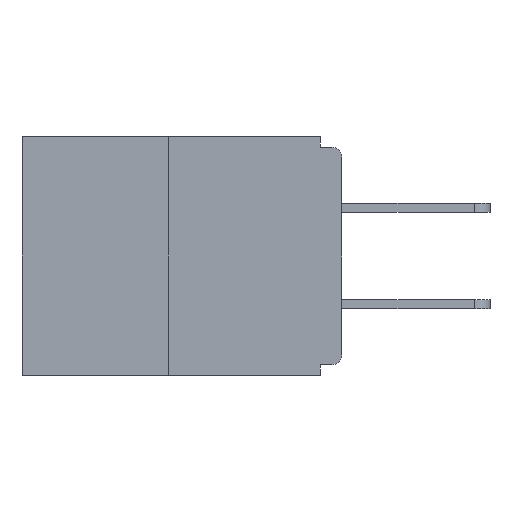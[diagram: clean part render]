
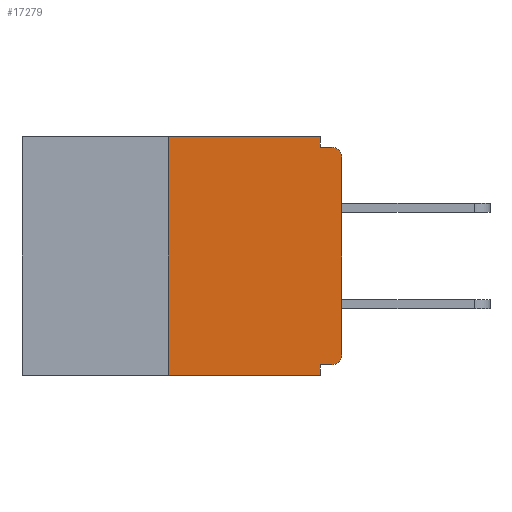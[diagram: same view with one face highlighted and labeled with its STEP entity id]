
A CAD part, left-side view. The second image highlights one B-rep face of the part: STEP entity #17279.
In plain terms, the highlighted planar face has unit normal (-1, 0, 0).
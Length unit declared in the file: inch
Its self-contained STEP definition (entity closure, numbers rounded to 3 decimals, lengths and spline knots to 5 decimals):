
#145 = CARTESIAN_POINT ( 'NONE',  ( 0., 0., -0.03 ) ) ;
#446 = VERTEX_POINT ( 'NONE', #17320 ) ;
#470 = CIRCLE ( 'NONE', #6826, 0.015 ) ;
#474 = CARTESIAN_POINT ( 'NONE',  ( 0., 0.25, 0. ) ) ;
#970 = VECTOR ( 'NONE', #1513, 39.37008 ) ;
#1455 = CARTESIAN_POINT ( 'NONE',  ( 0., 0.25, 0. ) ) ;
#1513 = DIRECTION ( 'NONE',  ( 0., -1., 0. ) ) ;
#1564 = DIRECTION ( 'NONE',  ( -1., 0., 0. ) ) ;
#1694 = CARTESIAN_POINT ( 'NONE',  ( 0., 0.031, 0. ) ) ;
#1761 = CARTESIAN_POINT ( 'NONE',  ( 0., 0.015, -0.313 ) ) ;
#1905 = ORIENTED_EDGE ( 'NONE', *, *, #8479, .F. ) ;
#2012 = VECTOR ( 'NONE', #13715, 39.37008 ) ;
#2461 = EDGE_CURVE ( 'NONE', #19289, #10399, #2579, .T. ) ;
#2579 = LINE ( 'NONE', #14371, #15737 ) ;
#3666 = LINE ( 'NONE', #17152, #12630 ) ;
#3699 = CARTESIAN_POINT ( 'NONE',  ( 0., 0.031, 0. ) ) ;
#3906 = ORIENTED_EDGE ( 'NONE', *, *, #17516, .F. ) ;
#4050 = ORIENTED_EDGE ( 'NONE', *, *, #2461, .T. ) ;
#4100 = CARTESIAN_POINT ( 'NONE',  ( 0., 0., -0.328 ) ) ;
#4326 = FACE_OUTER_BOUND ( 'NONE', #19095, .T. ) ;
#4608 = VERTEX_POINT ( 'NONE', #1694 ) ;
#4793 = VERTEX_POINT ( 'NONE', #17560 ) ;
#5137 = VERTEX_POINT ( 'NONE', #7903 ) ;
#5236 = VERTEX_POINT ( 'NONE', #8449 ) ;
#5248 = ORIENTED_EDGE ( 'NONE', *, *, #12625, .F. ) ;
#5714 = CARTESIAN_POINT ( 'NONE',  ( 0., 0.015, -0.328 ) ) ;
#5731 = CARTESIAN_POINT ( 'NONE',  ( 0., 0.015, -0.03 ) ) ;
#6010 = AXIS2_PLACEMENT_3D ( 'NONE', #11544, #14797, #13182 ) ;
#6455 = VERTEX_POINT ( 'NONE', #1455 ) ;
#6826 = AXIS2_PLACEMENT_3D ( 'NONE', #1761, #1564, #12193 ) ;
#7482 = ORIENTED_EDGE ( 'NONE', *, *, #10562, .F. ) ;
#7903 = CARTESIAN_POINT ( 'NONE',  ( 0., 0.031, -0.328 ) ) ;
#8449 = CARTESIAN_POINT ( 'NONE',  ( 0., 0.031, -0.015 ) ) ;
#8479 = EDGE_CURVE ( 'NONE', #9768, #5137, #14875, .T. ) ;
#8537 = ORIENTED_EDGE ( 'NONE', *, *, #18639, .F. ) ;
#8791 = CARTESIAN_POINT ( 'NONE',  ( 0., 0., -0.313 ) ) ;
#9080 = VECTOR ( 'NONE', #18227, 39.37008 ) ;
#9768 = VERTEX_POINT ( 'NONE', #5714 ) ;
#9864 = ORIENTED_EDGE ( 'NONE', *, *, #19208, .T. ) ;
#9967 = EDGE_CURVE ( 'NONE', #6455, #4608, #17171, .T. ) ;
#10227 = DIRECTION ( 'NONE',  ( -1., 0., 0. ) ) ;
#10399 = VERTEX_POINT ( 'NONE', #145 ) ;
#10562 = EDGE_CURVE ( 'NONE', #5137, #18220, #15744, .T. ) ;
#10681 = CARTESIAN_POINT ( 'NONE',  ( 0., 0.46, 0. ) ) ;
#10910 = VECTOR ( 'NONE', #11480, 39.37008 ) ;
#11148 = LINE ( 'NONE', #12215, #2012 ) ;
#11480 = DIRECTION ( 'NONE',  ( 0., 1., 0. ) ) ;
#11544 = CARTESIAN_POINT ( 'NONE',  ( 0., 0.46, 0. ) ) ;
#11695 = DIRECTION ( 'NONE',  ( 0., 0., -1. ) ) ;
#11745 = VECTOR ( 'NONE', #19118, 39.37008 ) ;
#11846 = EDGE_CURVE ( 'NONE', #9768, #19289, #470, .T. ) ;
#12193 = DIRECTION ( 'NONE',  ( 0., 0., -1. ) ) ;
#12215 = CARTESIAN_POINT ( 'NONE',  ( 0., 0., -0.015 ) ) ;
#12625 = EDGE_CURVE ( 'NONE', #4793, #6455, #14517, .T. ) ;
#12630 = VECTOR ( 'NONE', #15448, 39.37008 ) ;
#13182 = DIRECTION ( 'NONE',  ( 0., 0., -1. ) ) ;
#13639 = ORIENTED_EDGE ( 'NONE', *, *, #11846, .T. ) ;
#13715 = DIRECTION ( 'NONE',  ( 0., -1., 0. ) ) ;
#14371 = CARTESIAN_POINT ( 'NONE',  ( 0., 0., 0. ) ) ;
#14517 = LINE ( 'NONE', #474, #9080 ) ;
#14597 = PLANE ( 'NONE',  #6010 ) ;
#14664 = DIRECTION ( 'NONE',  ( 0., 0., 1. ) ) ;
#14797 = DIRECTION ( 'NONE',  ( 1., 0., 0. ) ) ;
#14875 = LINE ( 'NONE', #4100, #10910 ) ;
#15448 = DIRECTION ( 'NONE',  ( 0., -1., 0. ) ) ;
#15718 = DIRECTION ( 'NONE',  ( 0., 0., -1. ) ) ;
#15737 = VECTOR ( 'NONE', #14664, 39.37008 ) ;
#15744 = LINE ( 'NONE', #19318, #11745 ) ;
#16433 = EDGE_CURVE ( 'NONE', #4793, #18220, #3666, .T. ) ;
#17152 = CARTESIAN_POINT ( 'NONE',  ( 0., 0.46, -0.343 ) ) ;
#17171 = LINE ( 'NONE', #10681, #970 ) ;
#17279 = ADVANCED_FACE ( 'NONE', ( #4326 ), #14597, .F. ) ;
#17320 = CARTESIAN_POINT ( 'NONE',  ( 0., 0.015, -0.015 ) ) ;
#17429 = CIRCLE ( 'NONE', #17846, 0.015 ) ;
#17516 = EDGE_CURVE ( 'NONE', #4608, #5236, #18178, .T. ) ;
#17548 = ORIENTED_EDGE ( 'NONE', *, *, #9967, .F. ) ;
#17560 = CARTESIAN_POINT ( 'NONE',  ( 0., 0.25, -0.343 ) ) ;
#17846 = AXIS2_PLACEMENT_3D ( 'NONE', #5731, #10227, #11695 ) ;
#17980 = ORIENTED_EDGE ( 'NONE', *, *, #16433, .T. ) ;
#18178 = LINE ( 'NONE', #3699, #19114 ) ;
#18220 = VERTEX_POINT ( 'NONE', #18668 ) ;
#18227 = DIRECTION ( 'NONE',  ( 0., 0., 1. ) ) ;
#18639 = EDGE_CURVE ( 'NONE', #5236, #446, #11148, .T. ) ;
#18668 = CARTESIAN_POINT ( 'NONE',  ( 0., 0.031, -0.343 ) ) ;
#19095 = EDGE_LOOP ( 'NONE', ( #17548, #5248, #17980, #7482, #1905, #13639, #4050, #9864, #8537, #3906 ) ) ;
#19114 = VECTOR ( 'NONE', #15718, 39.37008 ) ;
#19118 = DIRECTION ( 'NONE',  ( 0., 0., -1. ) ) ;
#19208 = EDGE_CURVE ( 'NONE', #10399, #446, #17429, .T. ) ;
#19289 = VERTEX_POINT ( 'NONE', #8791 ) ;
#19318 = CARTESIAN_POINT ( 'NONE',  ( 0., 0.031, -0.343 ) ) ;
